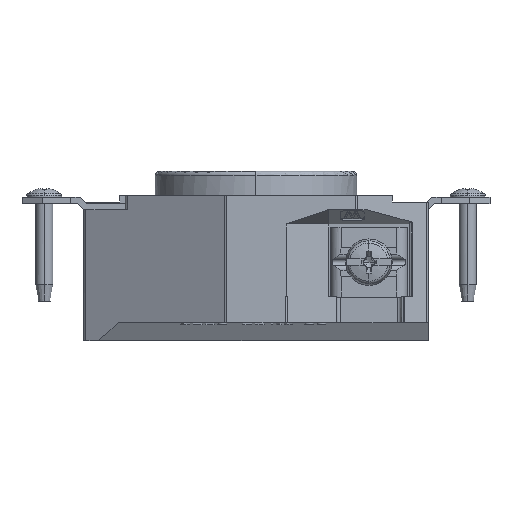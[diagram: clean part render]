
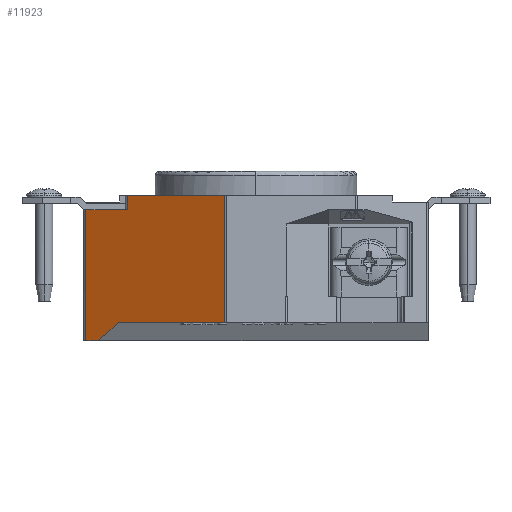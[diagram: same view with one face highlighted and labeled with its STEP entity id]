
A CAD part, left-side view. The second image highlights one B-rep face of the part: STEP entity #11923.
In plain terms, the highlighted planar face has unit normal (-0.883, 0.469, 0).
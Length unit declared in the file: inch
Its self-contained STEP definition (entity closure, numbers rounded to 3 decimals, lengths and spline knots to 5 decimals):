
#1673 = CARTESIAN_POINT ( 'NONE',  ( -0.369, 1.1264, -0.294 ) ) ;
#2134 = EDGE_CURVE ( 'NONE', #54268, #76478, #37259, .T. ) ;
#3926 = CARTESIAN_POINT ( 'NONE',  ( -0.34675, 1.16825, -1.26267 ) ) ;
#6661 = EDGE_CURVE ( 'NONE', #76094, #59176, #55883, .T. ) ;
#6789 = ORIENTED_EDGE ( 'NONE', *, *, #25078, .T. ) ;
#6795 = EDGE_CURVE ( 'NONE', #76094, #16809, #24647, .T. ) ;
#7925 = ORIENTED_EDGE ( 'NONE', *, *, #41494, .T. ) ;
#8694 = CARTESIAN_POINT ( 'NONE',  ( -0.369, 1.1264, -0.294 ) ) ;
#8991 = CARTESIAN_POINT ( 'NONE',  ( -0.43837, 0.99594, -0.185 ) ) ;
#8995 = VERTEX_POINT ( 'NONE', #1673 ) ;
#9319 = CARTESIAN_POINT ( 'NONE',  ( -0.69737, 0.50883, -0.247 ) ) ;
#9322 = EDGE_CURVE ( 'NONE', #11225, #54268, #32801, .T. ) ;
#10003 = CARTESIAN_POINT ( 'NONE',  ( -0.26657, 1.31905, -1.309 ) ) ;
#11225 = VERTEX_POINT ( 'NONE', #38591 ) ;
#11362 = CARTESIAN_POINT ( 'NONE',  ( -0.26657, 1.31905, -0.97067 ) ) ;
#11923 = ADVANCED_FACE ( 'NONE', ( #19958 ), #50429, .T. ) ;
#11992 = CARTESIAN_POINT ( 'NONE',  ( -0.83987, 0.24082, -0.185 ) ) ;
#16119 = ORIENTED_EDGE ( 'NONE', *, *, #2134, .T. ) ;
#16130 = EDGE_CURVE ( 'NONE', #76478, #16809, #65063, .T. ) ;
#16809 = VERTEX_POINT ( 'NONE', #54481 ) ;
#17317 = AXIS2_PLACEMENT_3D ( 'NONE', #9319, #33416, #21501 ) ;
#19091 = CARTESIAN_POINT ( 'NONE',  ( -0.43837, 0.99594, -0.22133 ) ) ;
#19548 = EDGE_LOOP ( 'NONE', ( #47411, #60526, #70242, #7925, #6789, #54663, #37376, #16119, #50834 ) ) ;
#19958 = FACE_OUTER_BOUND ( 'NONE', #19548, .T. ) ;
#20481 = CARTESIAN_POINT ( 'NONE',  ( -0.32, 1.21856, -1.309 ) ) ;
#21501 = DIRECTION ( 'NONE',  ( -0.469, -0.883, 0. ) ) ;
#21650 = CARTESIAN_POINT ( 'NONE',  ( -0.41525, 1.03943, -0.294 ) ) ;
#23963 = CARTESIAN_POINT ( 'NONE',  ( -0.43837, 0.99594, -0.294 ) ) ;
#24647 = B_SPLINE_CURVE_WITH_KNOTS ( 'NONE', 3,
 ( #59725, #34472, #77809, #54169 ),
 .UNSPECIFIED., .F., .F.,
 ( 4, 4 ),
 ( 0., 1. ),
 .UNSPECIFIED. ) ;
#25078 = EDGE_CURVE ( 'NONE', #42896, #35249, #52281, .T. ) ;
#27146 = CARTESIAN_POINT ( 'NONE',  ( -0.40025, 1.06763, -1.17 ) ) ;
#29739 = EDGE_CURVE ( 'NONE', #8995, #59176, #70181, .T. ) ;
#30164 = CARTESIAN_POINT ( 'NONE',  ( -0.83987, 0.24082, -1.17 ) ) ;
#32774 = CARTESIAN_POINT ( 'NONE',  ( -0.43837, 0.99594, -0.294 ) ) ;
#32801 = B_SPLINE_CURVE_WITH_KNOTS ( 'NONE', 3,
 ( #57204, #3926, #51659, #27146 ),
 .UNSPECIFIED., .F., .F.,
 ( 4, 4 ),
 ( 0., 1. ),
 .UNSPECIFIED. ) ;
#33416 = DIRECTION ( 'NONE',  ( -0.883, 0.469, 0. ) ) ;
#33527 = B_SPLINE_CURVE_WITH_KNOTS ( 'NONE', 3,
 ( #56464, #37504, #74607, #20481 ),
 .UNSPECIFIED., .F., .F.,
 ( 4, 4 ),
 ( 0., 1. ),
 .UNSPECIFIED. ) ;
#34373 = CARTESIAN_POINT ( 'NONE',  ( -0.26657, 1.31905, -0.294 ) ) ;
#34472 = CARTESIAN_POINT ( 'NONE',  ( -0.5722, 0.74423, -0.185 ) ) ;
#35138 = CARTESIAN_POINT ( 'NONE',  ( -0.30071, 1.25484, -0.294 ) ) ;
#35249 = VERTEX_POINT ( 'NONE', #10003 ) ;
#35854 = CARTESIAN_POINT ( 'NONE',  ( -0.26657, 1.31905, -0.63233 ) ) ;
#36123 = CARTESIAN_POINT ( 'NONE',  ( -0.83987, 0.24082, -1.17 ) ) ;
#36932 = CARTESIAN_POINT ( 'NONE',  ( -0.54679, 0.79203, -1.17 ) ) ;
#37259 = B_SPLINE_CURVE_WITH_KNOTS ( 'NONE', 3,
 ( #47620, #36932, #71667, #36123 ),
 .UNSPECIFIED., .F., .F.,
 ( 4, 4 ),
 ( 0., 1. ),
 .UNSPECIFIED. ) ;
#37376 = ORIENTED_EDGE ( 'NONE', *, *, #9322, .T. ) ;
#37504 = CARTESIAN_POINT ( 'NONE',  ( -0.28438, 1.28556, -1.309 ) ) ;
#38075 = CARTESIAN_POINT ( 'NONE',  ( -0.43837, 0.99594, -0.294 ) ) ;
#38591 = CARTESIAN_POINT ( 'NONE',  ( -0.32, 1.21856, -1.309 ) ) ;
#40308 = CARTESIAN_POINT ( 'NONE',  ( -0.33486, 1.19062, -0.294 ) ) ;
#40390 = CARTESIAN_POINT ( 'NONE',  ( -0.40025, 1.06763, -1.17 ) ) ;
#41494 = EDGE_CURVE ( 'NONE', #8995, #42896, #66182, .T. ) ;
#42896 = VERTEX_POINT ( 'NONE', #77940 ) ;
#42974 = CARTESIAN_POINT ( 'NONE',  ( -0.26657, 1.31905, -0.294 ) ) ;
#44988 = EDGE_CURVE ( 'NONE', #35249, #11225, #33527, .T. ) ;
#47411 = ORIENTED_EDGE ( 'NONE', *, *, #6795, .F. ) ;
#47620 = CARTESIAN_POINT ( 'NONE',  ( -0.40025, 1.06763, -1.17 ) ) ;
#50429 = PLANE ( 'NONE',  #17317 ) ;
#50834 = ORIENTED_EDGE ( 'NONE', *, *, #16130, .T. ) ;
#51659 = CARTESIAN_POINT ( 'NONE',  ( -0.3735, 1.11794, -1.21633 ) ) ;
#52281 = B_SPLINE_CURVE_WITH_KNOTS ( 'NONE', 3,
 ( #42974, #35854, #11362, #60704 ),
 .UNSPECIFIED., .F., .F.,
 ( 4, 4 ),
 ( 0., 1. ),
 .UNSPECIFIED. ) ;
#53882 = CARTESIAN_POINT ( 'NONE',  ( -0.83987, 0.24082, -0.84167 ) ) ;
#54169 = CARTESIAN_POINT ( 'NONE',  ( -0.83987, 0.24082, -0.185 ) ) ;
#54268 = VERTEX_POINT ( 'NONE', #40390 ) ;
#54481 = CARTESIAN_POINT ( 'NONE',  ( -0.83987, 0.24082, -0.185 ) ) ;
#54663 = ORIENTED_EDGE ( 'NONE', *, *, #44988, .T. ) ;
#54666 = CARTESIAN_POINT ( 'NONE',  ( -0.83987, 0.24082, -0.51333 ) ) ;
#55883 = B_SPLINE_CURVE_WITH_KNOTS ( 'NONE', 3,
 ( #75255, #19091, #67292, #38075 ),
 .UNSPECIFIED., .F., .F.,
 ( 4, 4 ),
 ( 0., 1. ),
 .UNSPECIFIED. ) ;
#56464 = CARTESIAN_POINT ( 'NONE',  ( -0.26657, 1.31905, -1.309 ) ) ;
#57204 = CARTESIAN_POINT ( 'NONE',  ( -0.32, 1.21856, -1.309 ) ) ;
#57227 = CARTESIAN_POINT ( 'NONE',  ( -0.83987, 0.24082, -1.17 ) ) ;
#58070 = CARTESIAN_POINT ( 'NONE',  ( -0.39212, 1.08292, -0.294 ) ) ;
#59176 = VERTEX_POINT ( 'NONE', #23963 ) ;
#59725 = CARTESIAN_POINT ( 'NONE',  ( -0.43837, 0.99594, -0.185 ) ) ;
#60526 = ORIENTED_EDGE ( 'NONE', *, *, #6661, .T. ) ;
#60704 = CARTESIAN_POINT ( 'NONE',  ( -0.26657, 1.31905, -1.309 ) ) ;
#65063 = B_SPLINE_CURVE_WITH_KNOTS ( 'NONE', 3,
 ( #30164, #53882, #54666, #11992 ),
 .UNSPECIFIED., .F., .F.,
 ( 4, 4 ),
 ( 0., 1. ),
 .UNSPECIFIED. ) ;
#66182 = B_SPLINE_CURVE_WITH_KNOTS ( 'NONE', 3,
 ( #70272, #40308, #35138, #34373 ),
 .UNSPECIFIED., .F., .F.,
 ( 4, 4 ),
 ( 0., 1. ),
 .UNSPECIFIED. ) ;
#67292 = CARTESIAN_POINT ( 'NONE',  ( -0.43837, 0.99594, -0.25767 ) ) ;
#70181 = B_SPLINE_CURVE_WITH_KNOTS ( 'NONE', 3,
 ( #8694, #58070, #21650, #32774 ),
 .UNSPECIFIED., .F., .F.,
 ( 4, 4 ),
 ( 0., 1. ),
 .UNSPECIFIED. ) ;
#70242 = ORIENTED_EDGE ( 'NONE', *, *, #29739, .F. ) ;
#70272 = CARTESIAN_POINT ( 'NONE',  ( -0.369, 1.1264, -0.294 ) ) ;
#71667 = CARTESIAN_POINT ( 'NONE',  ( -0.69333, 0.51643, -1.17 ) ) ;
#74607 = CARTESIAN_POINT ( 'NONE',  ( -0.30219, 1.25206, -1.309 ) ) ;
#75255 = CARTESIAN_POINT ( 'NONE',  ( -0.43837, 0.99594, -0.185 ) ) ;
#76094 = VERTEX_POINT ( 'NONE', #8991 ) ;
#76478 = VERTEX_POINT ( 'NONE', #57227 ) ;
#77809 = CARTESIAN_POINT ( 'NONE',  ( -0.70604, 0.49253, -0.185 ) ) ;
#77940 = CARTESIAN_POINT ( 'NONE',  ( -0.26657, 1.31905, -0.294 ) ) ;
